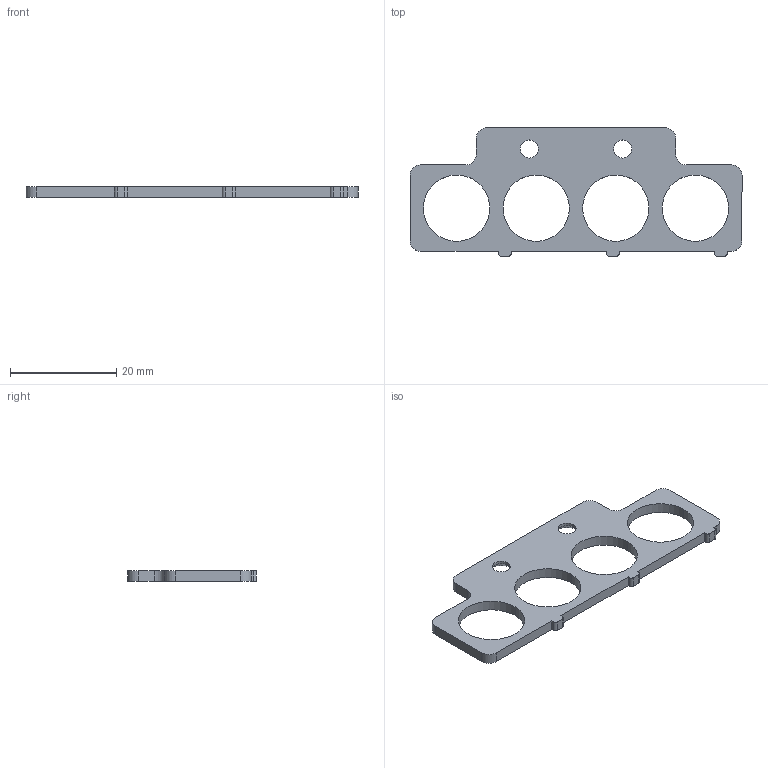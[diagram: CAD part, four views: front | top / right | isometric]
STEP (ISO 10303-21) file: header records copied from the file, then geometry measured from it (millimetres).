
FILE_DESCRIPTION (( 'STEP AP214' ), '1' );
FILE_NAME ('v13 GPU Holder.STEP', '2021-08-09T22:30:40', ( 'Fouzan' ), ( '' ), 'SwSTEP 2.0', 'SolidWorks 2021', '' );
FILE_SCHEMA (( 'AUTOMOTIVE_DESIGN' ));
Length unit declared in the file: millimetre
Products named in the file (1): v13 GPU Holder
Bounding box: 62.58 x 24.2 x 2 mm (x, y, z)
Volume: 1524.5 mm3; surface area: 2235.6 mm2
Topology: 1 solids, 1 shells, 52 faces, 146 edges, 96 vertices
Faces by surface type: cylinder 26, plane 22, cone 4
Entity records: 1752 total; most frequent: DIRECTION 308, CARTESIAN_POINT 295, ORIENTED_EDGE 292, EDGE_CURVE 146, AXIS2_PLACEMENT_3D 109, VERTEX_POINT 96, LINE 90, VECTOR 90
